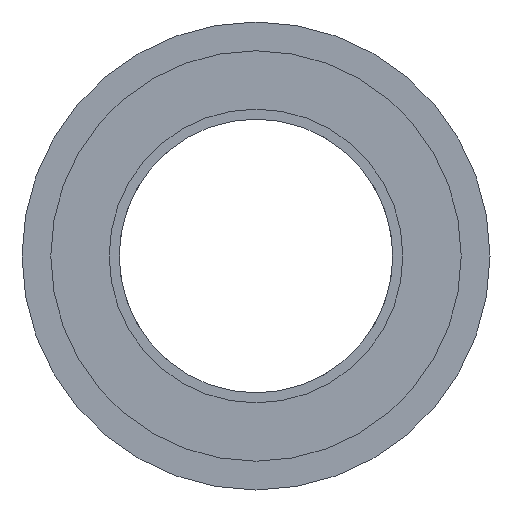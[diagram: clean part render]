
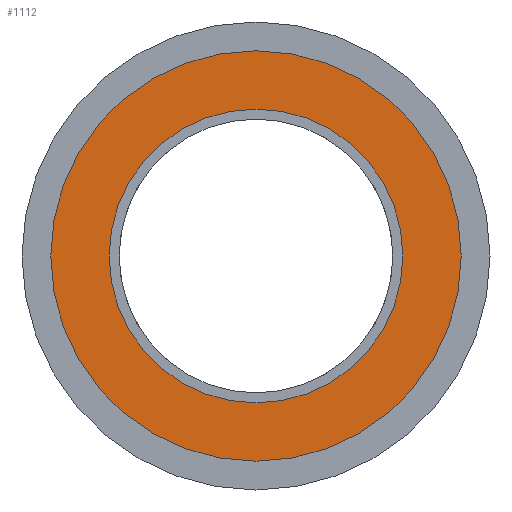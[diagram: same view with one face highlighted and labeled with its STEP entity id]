
A CAD part, left-side view. The second image highlights one B-rep face of the part: STEP entity #1112.
In plain terms, the highlighted planar face has unit normal (-1, 0, 0).
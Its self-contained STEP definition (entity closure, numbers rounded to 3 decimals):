
#93 = CIRCLE ( 'NONE', #1847, 5.24 ) ;
#177 = DIRECTION ( 'NONE',  ( 1., 0., 0. ) ) ;
#192 = VERTEX_POINT ( 'NONE', #1418 ) ;
#299 = CARTESIAN_POINT ( 'NONE',  ( 0., 0., 0. ) ) ;
#433 = DIRECTION ( 'NONE',  ( -1., 0., 0. ) ) ;
#435 = EDGE_LOOP ( 'NONE', ( #3518, #532 ) ) ;
#497 = EDGE_CURVE ( 'NONE', #869, #2573, #2596, .T. ) ;
#532 = ORIENTED_EDGE ( 'NONE', *, *, #2865, .T. ) ;
#770 = DIRECTION ( 'NONE',  ( 0., 0., 1. ) ) ;
#836 = DIRECTION ( 'NONE',  ( 0., 0., -1. ) ) ;
#869 = VERTEX_POINT ( 'NONE', #1299 ) ;
#903 = DIRECTION ( 'NONE',  ( -1., 0., 0. ) ) ;
#920 = ORIENTED_EDGE ( 'NONE', *, *, #497, .F. ) ;
#1023 = CARTESIAN_POINT ( 'NONE',  ( 0., 0., 0. ) ) ;
#1072 = FACE_OUTER_BOUND ( 'NONE', #435, .T. ) ;
#1087 = CIRCLE ( 'NONE', #1596, 3.75 ) ;
#1093 = PLANE ( 'NONE',  #2536 ) ;
#1112 = ADVANCED_FACE ( 'NONE', ( #1681, #1072 ), #1093, .F. ) ;
#1193 = EDGE_CURVE ( 'NONE', #1884, #192, #1913, .T. ) ;
#1299 = CARTESIAN_POINT ( 'NONE',  ( 0., 0., 3.75 ) ) ;
#1418 = CARTESIAN_POINT ( 'NONE',  ( 0., 0., -5.24 ) ) ;
#1445 = EDGE_LOOP ( 'NONE', ( #920, #3552 ) ) ;
#1596 = AXIS2_PLACEMENT_3D ( 'NONE', #299, #1814, #3279 ) ;
#1681 = FACE_BOUND ( 'NONE', #1445, .T. ) ;
#1721 = AXIS2_PLACEMENT_3D ( 'NONE', #2324, #3225, #1741 ) ;
#1741 = DIRECTION ( 'NONE',  ( 0., 0., 1. ) ) ;
#1814 = DIRECTION ( 'NONE',  ( -1., 0., 0. ) ) ;
#1847 = AXIS2_PLACEMENT_3D ( 'NONE', #3592, #903, #2143 ) ;
#1884 = VERTEX_POINT ( 'NONE', #1970 ) ;
#1913 = CIRCLE ( 'NONE', #1721, 5.24 ) ;
#1970 = CARTESIAN_POINT ( 'NONE',  ( 0., 0., 5.24 ) ) ;
#2143 = DIRECTION ( 'NONE',  ( 0., 0., 1. ) ) ;
#2324 = CARTESIAN_POINT ( 'NONE',  ( 0., 0., 0. ) ) ;
#2522 = EDGE_CURVE ( 'NONE', #2573, #869, #1087, .T. ) ;
#2536 = AXIS2_PLACEMENT_3D ( 'NONE', #3185, #177, #836 ) ;
#2573 = VERTEX_POINT ( 'NONE', #3344 ) ;
#2596 = CIRCLE ( 'NONE', #3799, 3.75 ) ;
#2865 = EDGE_CURVE ( 'NONE', #192, #1884, #93, .T. ) ;
#3185 = CARTESIAN_POINT ( 'NONE',  ( 0., 5.24, 0. ) ) ;
#3225 = DIRECTION ( 'NONE',  ( -1., 0., 0. ) ) ;
#3279 = DIRECTION ( 'NONE',  ( 0., 0., 1. ) ) ;
#3344 = CARTESIAN_POINT ( 'NONE',  ( 0., 0., -3.75 ) ) ;
#3518 = ORIENTED_EDGE ( 'NONE', *, *, #1193, .T. ) ;
#3552 = ORIENTED_EDGE ( 'NONE', *, *, #2522, .F. ) ;
#3592 = CARTESIAN_POINT ( 'NONE',  ( 0., 0., 0. ) ) ;
#3799 = AXIS2_PLACEMENT_3D ( 'NONE', #1023, #433, #770 ) ;
